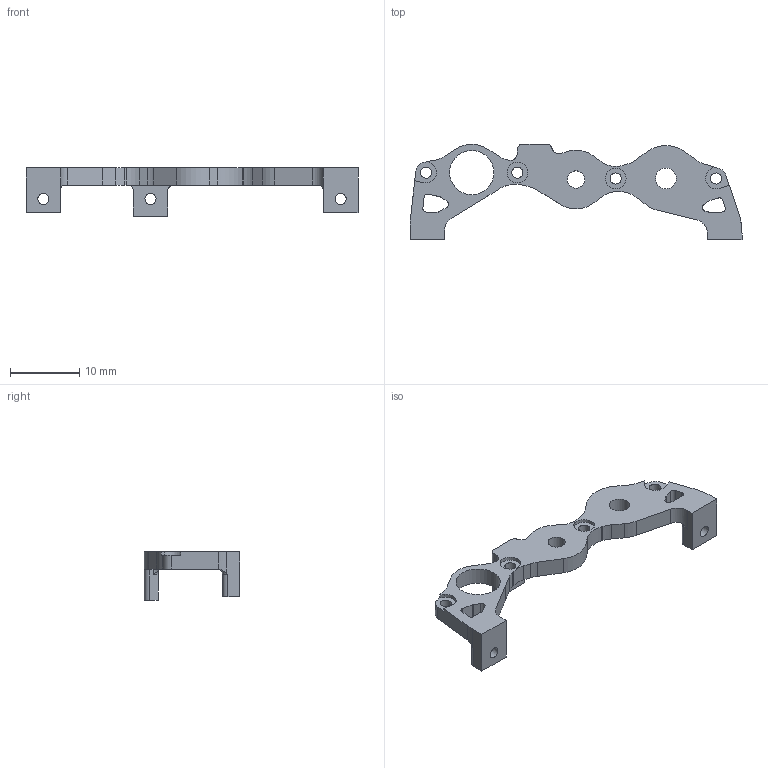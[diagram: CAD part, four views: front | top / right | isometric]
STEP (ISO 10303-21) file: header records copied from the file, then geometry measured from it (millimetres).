
FILE_DESCRIPTION(/* description */ (''),/* implementation_level */ '2;1');
FILE_NAME(/* name */ 'motormount-l.stp',/* time_stamp */ '2025-01-21T19:30:41+09:00',/* author */ ('IshiiLabHonda'),/* organization */ (''),/* preprocessor_version */ 'ST-DEVELOPER v19.2',/* originating_system */ 'Autodesk Inventor 2023',/* authorisation */ '');
FILE_SCHEMA (('AUTOMOTIVE_DESIGN { 1 0 10303 214 3 1 1 }'));
Length unit declared in the file: millimetre
Products named in the file (1): motormount
Bounding box: 48 x 13.8 x 7 mm (x, y, z)
Volume: 873.7 mm3; surface area: 1310.9 mm2
Topology: 1 solids, 1 shells, 125 faces, 603 edges, 747 vertices
Faces by surface type: cylinder 61, plane 57, torus 7
Full cylindrical faces by diameter (mm): 1.6 x7, 2.5 x1, 3 x3, 6.4 x1
Entity records: 5457 total; most frequent: CARTESIAN_POINT 1311, DIRECTION 841, ORIENTED_EDGE 706, EDGE_CURVE 353, AXIS2_PLACEMENT_3D 313, STYLED_ITEM 251, VERTEX_POINT 232, LINE 215
